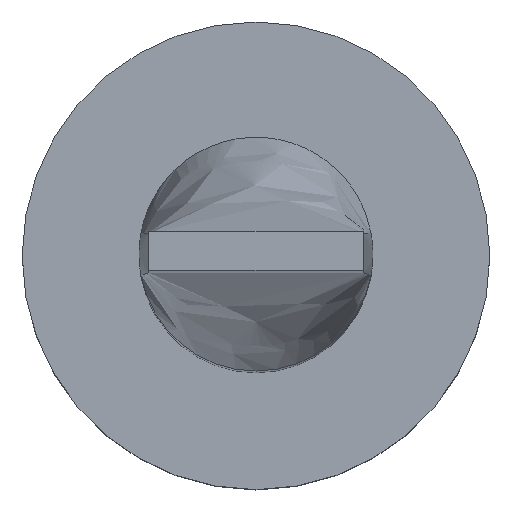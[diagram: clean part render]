
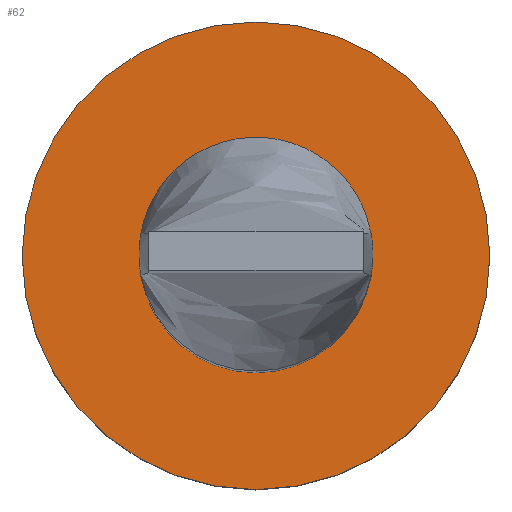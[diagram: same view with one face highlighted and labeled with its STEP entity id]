
A CAD part, top view. The second image highlights one B-rep face of the part: STEP entity #62.
In plain terms, the highlighted planar face has unit normal (0, 0, 1).
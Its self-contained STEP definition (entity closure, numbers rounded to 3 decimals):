
#2 = DIRECTION ( 'NONE',  ( 0., 0., 1. ) ) ;
#23 = ORIENTED_EDGE ( 'NONE', *, *, #570, .T. ) ;
#25 = CARTESIAN_POINT ( 'NONE',  ( 0., 0., 5. ) ) ;
#27 = VERTEX_POINT ( 'NONE', #405 ) ;
#28 = AXIS2_PLACEMENT_3D ( 'NONE', #185, #235, #273 ) ;
#37 = PLANE ( 'NONE',  #481 ) ;
#38 = CIRCLE ( 'NONE', #370, 3. ) ;
#53 = DIRECTION ( 'NONE',  ( 1., 0., 0. ) ) ;
#62 = ADVANCED_FACE ( 'NONE', ( #351, #530 ), #37, .T. ) ;
#91 = EDGE_CURVE ( 'NONE', #479, #355, #38, .T. ) ;
#118 = CARTESIAN_POINT ( 'NONE',  ( -3., 0., 5. ) ) ;
#125 = EDGE_CURVE ( 'NONE', #355, #479, #203, .T. ) ;
#140 = CARTESIAN_POINT ( 'NONE',  ( 0., 0., 5. ) ) ;
#141 = CIRCLE ( 'NONE', #342, 6. ) ;
#145 = DIRECTION ( 'NONE',  ( 1., 0., 0. ) ) ;
#185 = CARTESIAN_POINT ( 'NONE',  ( 0., 0., 5. ) ) ;
#203 = CIRCLE ( 'NONE', #28, 3. ) ;
#206 = EDGE_LOOP ( 'NONE', ( #260, #23 ) ) ;
#235 = DIRECTION ( 'NONE',  ( 0., 0., 1. ) ) ;
#244 = AXIS2_PLACEMENT_3D ( 'NONE', #25, #245, #436 ) ;
#245 = DIRECTION ( 'NONE',  ( 0., 0., 1. ) ) ;
#248 = ORIENTED_EDGE ( 'NONE', *, *, #91, .F. ) ;
#260 = ORIENTED_EDGE ( 'NONE', *, *, #285, .T. ) ;
#273 = DIRECTION ( 'NONE',  ( 1., 0., 0. ) ) ;
#285 = EDGE_CURVE ( 'NONE', #300, #27, #141, .T. ) ;
#300 = VERTEX_POINT ( 'NONE', #389 ) ;
#329 = CARTESIAN_POINT ( 'NONE',  ( 0., 0., 5. ) ) ;
#341 = EDGE_LOOP ( 'NONE', ( #393, #248 ) ) ;
#342 = AXIS2_PLACEMENT_3D ( 'NONE', #470, #563, #437 ) ;
#351 = FACE_BOUND ( 'NONE', #341, .T. ) ;
#355 = VERTEX_POINT ( 'NONE', #118 ) ;
#370 = AXIS2_PLACEMENT_3D ( 'NONE', #329, #2, #53 ) ;
#389 = CARTESIAN_POINT ( 'NONE',  ( -6., 0., 5. ) ) ;
#393 = ORIENTED_EDGE ( 'NONE', *, *, #125, .F. ) ;
#405 = CARTESIAN_POINT ( 'NONE',  ( 6., 0., 5. ) ) ;
#420 = CIRCLE ( 'NONE', #244, 6. ) ;
#436 = DIRECTION ( 'NONE',  ( 1., 0., 0. ) ) ;
#437 = DIRECTION ( 'NONE',  ( 1., 0., 0. ) ) ;
#463 = CARTESIAN_POINT ( 'NONE',  ( 3., 0., 5. ) ) ;
#470 = CARTESIAN_POINT ( 'NONE',  ( 0., 0., 5. ) ) ;
#479 = VERTEX_POINT ( 'NONE', #463 ) ;
#481 = AXIS2_PLACEMENT_3D ( 'NONE', #140, #553, #145 ) ;
#530 = FACE_OUTER_BOUND ( 'NONE', #206, .T. ) ;
#553 = DIRECTION ( 'NONE',  ( 0., 0., 1. ) ) ;
#563 = DIRECTION ( 'NONE',  ( 0., 0., 1. ) ) ;
#570 = EDGE_CURVE ( 'NONE', #27, #300, #420, .T. ) ;
